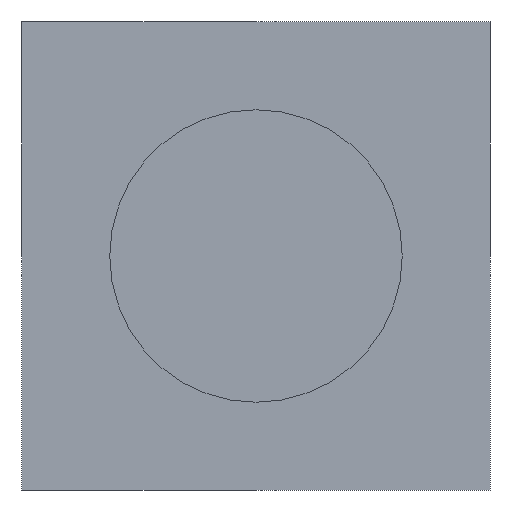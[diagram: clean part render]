
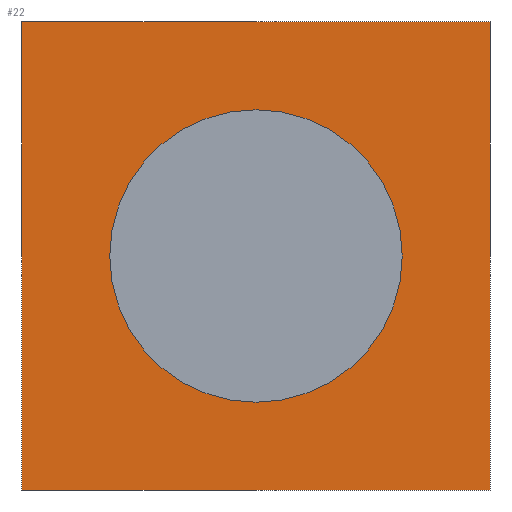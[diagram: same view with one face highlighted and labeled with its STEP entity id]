
A CAD part, front view. The second image highlights one B-rep face of the part: STEP entity #22.
In plain terms, the highlighted planar face has unit normal (0, -1, 0).
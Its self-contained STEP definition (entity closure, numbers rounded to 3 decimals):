
#20 = EDGE_CURVE ( 'NONE', #30, #101, #164, .T. ) ;
#22 = ADVANCED_FACE ( 'NONE', ( #250, #313 ), #312, .F. ) ;
#23 = EDGE_LOOP ( 'NONE', ( #70, #71 ) ) ;
#30 = VERTEX_POINT ( 'NONE', #165 ) ;
#45 = EDGE_CURVE ( 'NONE', #46, #96, #294, .T. ) ;
#46 = VERTEX_POINT ( 'NONE', #302 ) ;
#52 = VERTEX_POINT ( 'NONE', #274 ) ;
#57 = EDGE_CURVE ( 'NONE', #79, #30, #193, .T. ) ;
#63 = ORIENTED_EDGE ( 'NONE', *, *, #57, .T. ) ;
#64 = ORIENTED_EDGE ( 'NONE', *, *, #20, .T. ) ;
#70 = ORIENTED_EDGE ( 'NONE', *, *, #45, .F. ) ;
#71 = ORIENTED_EDGE ( 'NONE', *, *, #73, .F. ) ;
#73 = EDGE_CURVE ( 'NONE', #96, #46, #178, .T. ) ;
#74 = EDGE_LOOP ( 'NONE', ( #75, #76, #63, #64 ) ) ;
#75 = ORIENTED_EDGE ( 'NONE', *, *, #90, .T. ) ;
#76 = ORIENTED_EDGE ( 'NONE', *, *, #81, .T. ) ;
#79 = VERTEX_POINT ( 'NONE', #246 ) ;
#81 = EDGE_CURVE ( 'NONE', #52, #79, #245, .T. ) ;
#90 = EDGE_CURVE ( 'NONE', #101, #52, #133, .T. ) ;
#96 = VERTEX_POINT ( 'NONE', #128 ) ;
#101 = VERTEX_POINT ( 'NONE', #289 ) ;
#128 = CARTESIAN_POINT ( 'NONE',  ( 0., -14.5, 5. ) ) ;
#130 = DIRECTION ( 'NONE',  ( 0., 0., 1. ) ) ;
#131 = VECTOR ( 'NONE', #130, 1000. ) ;
#132 = CARTESIAN_POINT ( 'NONE',  ( 8., -14.5, -8. ) ) ;
#133 = LINE ( 'NONE', #132, #131 ) ;
#136 = DIRECTION ( 'NONE',  ( 0., 0., 1. ) ) ;
#137 = DIRECTION ( 'NONE',  ( 0., 1., 0. ) ) ;
#138 = CARTESIAN_POINT ( 'NONE',  ( 8., -14.5, 8. ) ) ;
#162 = VECTOR ( 'NONE', #314, 1000. ) ;
#163 = CARTESIAN_POINT ( 'NONE',  ( -8., -14.5, -8. ) ) ;
#164 = LINE ( 'NONE', #163, #162 ) ;
#165 = CARTESIAN_POINT ( 'NONE',  ( -8., -14.5, -8. ) ) ;
#174 = DIRECTION ( 'NONE',  ( 0., 0., 1. ) ) ;
#175 = DIRECTION ( 'NONE',  ( 0., -1., 0. ) ) ;
#176 = CARTESIAN_POINT ( 'NONE',  ( 0., -14.5, 0. ) ) ;
#177 = AXIS2_PLACEMENT_3D ( 'NONE', #176, #175, #174 ) ;
#178 = CIRCLE ( 'NONE', #177, 5. ) ;
#190 = DIRECTION ( 'NONE',  ( 0., 0., -1. ) ) ;
#191 = VECTOR ( 'NONE', #190, 1000. ) ;
#192 = CARTESIAN_POINT ( 'NONE',  ( -8., -14.5, -8. ) ) ;
#193 = LINE ( 'NONE', #192, #191 ) ;
#242 = DIRECTION ( 'NONE',  ( -1., 0., 0. ) ) ;
#243 = VECTOR ( 'NONE', #242, 1000. ) ;
#244 = CARTESIAN_POINT ( 'NONE',  ( -8., -14.5, 8. ) ) ;
#245 = LINE ( 'NONE', #244, #243 ) ;
#246 = CARTESIAN_POINT ( 'NONE',  ( -8., -14.5, 8. ) ) ;
#250 = FACE_BOUND ( 'NONE', #23, .T. ) ;
#274 = CARTESIAN_POINT ( 'NONE',  ( 8., -14.5, 8. ) ) ;
#289 = CARTESIAN_POINT ( 'NONE',  ( 8., -14.5, -8. ) ) ;
#293 = AXIS2_PLACEMENT_3D ( 'NONE', #305, #304, #303 ) ;
#294 = CIRCLE ( 'NONE', #293, 5. ) ;
#302 = CARTESIAN_POINT ( 'NONE',  ( 0., -14.5, -5. ) ) ;
#303 = DIRECTION ( 'NONE',  ( 0., 0., 1. ) ) ;
#304 = DIRECTION ( 'NONE',  ( 0., -1., 0. ) ) ;
#305 = CARTESIAN_POINT ( 'NONE',  ( 0., -14.5, 0. ) ) ;
#311 = AXIS2_PLACEMENT_3D ( 'NONE', #138, #137, #136 ) ;
#312 = PLANE ( 'NONE',  #311 ) ;
#313 = FACE_OUTER_BOUND ( 'NONE', #74, .T. ) ;
#314 = DIRECTION ( 'NONE',  ( 1., 0., 0. ) ) ;
